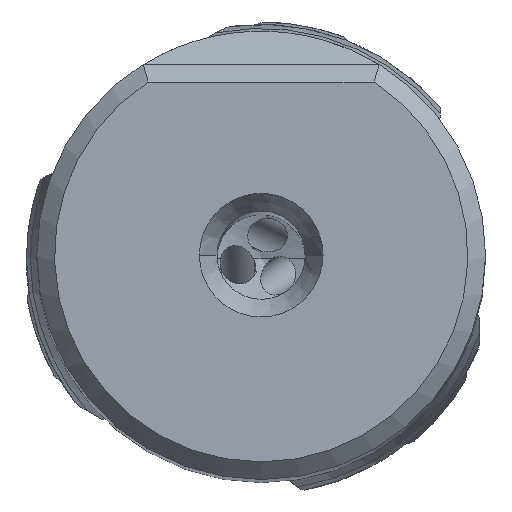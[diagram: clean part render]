
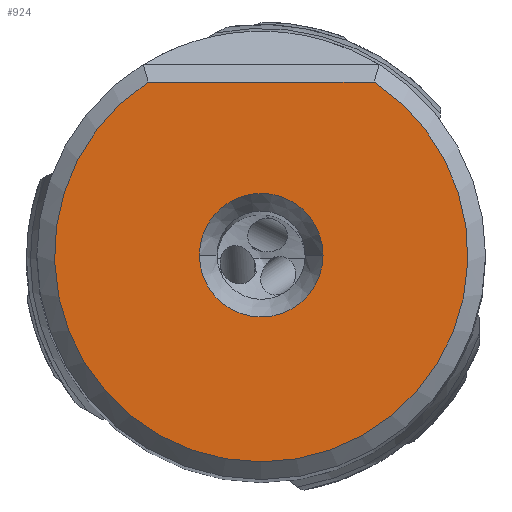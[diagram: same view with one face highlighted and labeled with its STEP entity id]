
A CAD part, top view. The second image highlights one B-rep face of the part: STEP entity #924.
In plain terms, the highlighted planar face has unit normal (0, 0, 1).
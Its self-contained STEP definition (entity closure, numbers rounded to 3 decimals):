
#118=FACE_BOUND('',#1853,.T.);
#119=FACE_BOUND('',#1854,.T.);
#146=PLANE('',#7759);
#260=LINE('',#10595,#557);
#557=VECTOR('',#8618,1.);
#924=ADVANCED_FACE('',(#118,#119),#146,.T.);
#1853=EDGE_LOOP('',(#2707,#2708));
#1854=EDGE_LOOP('',(#2709,#2710,#2711));
#2261=CIRCLE('',#7753,3.5);
#2262=CIRCLE('',#7755,3.5);
#2263=CIRCLE('',#7757,11.7);
#2264=CIRCLE('',#7758,11.7);
#2707=ORIENTED_EDGE('',*,*,#5922,.T.);
#2708=ORIENTED_EDGE('',*,*,#5924,.T.);
#2709=ORIENTED_EDGE('',*,*,#5925,.T.);
#2710=ORIENTED_EDGE('',*,*,#5926,.F.);
#2711=ORIENTED_EDGE('',*,*,#5927,.T.);
#5093=VERTEX_POINT('',#10585);
#5094=VERTEX_POINT('',#10587);
#5095=VERTEX_POINT('',#10593);
#5096=VERTEX_POINT('',#10594);
#5097=VERTEX_POINT('',#10596);
#5922=EDGE_CURVE('',#5094,#5093,#2261,.T.);
#5924=EDGE_CURVE('',#5093,#5094,#2262,.T.);
#5925=EDGE_CURVE('',#5095,#5096,#2263,.T.);
#5926=EDGE_CURVE('',#5097,#5096,#260,.T.);
#5927=EDGE_CURVE('',#5097,#5095,#2264,.T.);
#7753=AXIS2_PLACEMENT_3D('',#10586,#8607,#8608);
#7755=AXIS2_PLACEMENT_3D('',#10590,#8612,#8613);
#7757=AXIS2_PLACEMENT_3D('',#10592,#8616,#8617);
#7758=AXIS2_PLACEMENT_3D('',#10597,#8619,#8620);
#7759=AXIS2_PLACEMENT_3D('',#10598,#8621,#8622);
#8607=DIRECTION('',(0.,0.,-1.));
#8608=DIRECTION('',(-1.,0.,0.));
#8612=DIRECTION('',(0.,0.,-1.));
#8613=DIRECTION('',(1.,0.,0.));
#8616=DIRECTION('',(0.,0.,1.));
#8617=DIRECTION('',(0.,-1.,0.));
#8618=DIRECTION('',(1.,0.,0.));
#8619=DIRECTION('',(0.,0.,1.));
#8620=DIRECTION('',(-0.546,0.838,0.));
#8621=DIRECTION('',(0.,0.,1.));
#8622=DIRECTION('',(-1.,0.,0.));
#10585=CARTESIAN_POINT('',(3.5,0.,43.656));
#10586=CARTESIAN_POINT('',(0.,0.,43.656));
#10587=CARTESIAN_POINT('',(-3.5,0.,43.656));
#10590=CARTESIAN_POINT('',(0.,0.,43.656));
#10592=CARTESIAN_POINT('',(0.,0.,43.656));
#10593=CARTESIAN_POINT('',(0.,-11.7,43.656));
#10594=CARTESIAN_POINT('',(6.391,9.8,43.656));
#10595=CARTESIAN_POINT('',(-6.391,9.8,43.656));
#10596=CARTESIAN_POINT('',(-6.391,9.8,43.656));
#10597=CARTESIAN_POINT('',(0.,0.,43.656));
#10598=CARTESIAN_POINT('',(0.,-0.95,43.656));
